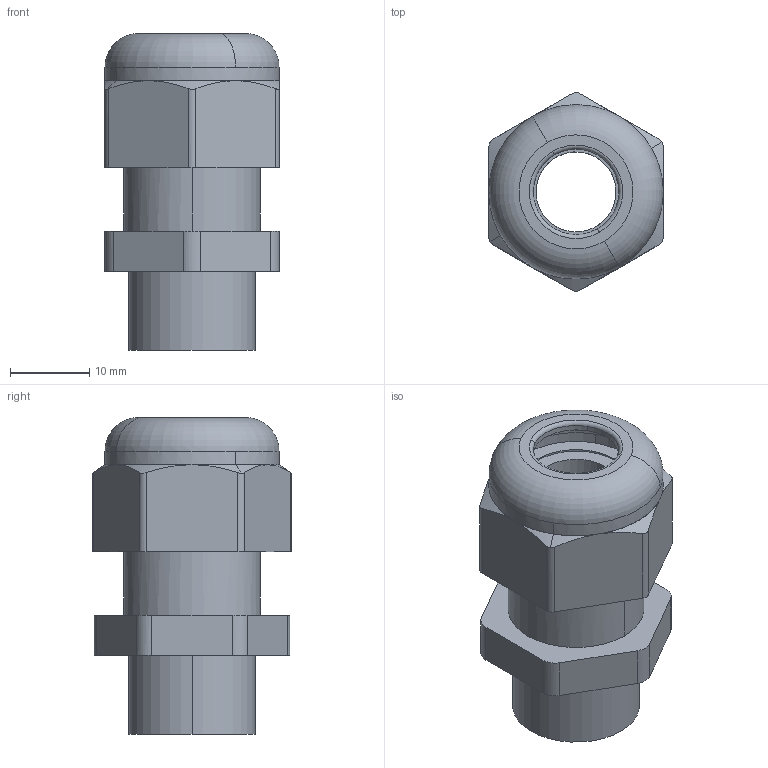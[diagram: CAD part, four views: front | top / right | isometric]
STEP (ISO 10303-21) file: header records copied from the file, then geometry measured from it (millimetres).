
FILE_DESCRIPTION(('CATIA V5 STEP Exchange','CAx-IF Rec.Pracs.--- Model Styling and Organization---1.4--- 2014-01-23'),'2;1');
FILE_NAME ('D1455781_0_1772290000_1772290000.stp','2019-10-08T09:05:21+00:00',('none'),('Weidmueller'),'CATIA Version 5-6 Release 2016 SP3 HF44','CATIA V5 STEP AP214','none');
FILE_SCHEMA(('AUTOMOTIVE_DESIGN { 1 0 10303 214 1 1 1 1 }'));
Length unit declared in the file: millimetre
Products named in the file (1): VG_M16_5-10
Bounding box: 22 x 25.09 x 40 mm (x, y, z)
Volume: 8017.2 mm3; surface area: 7475.4 mm2
Topology: 3 solids, 3 shells, 91 faces, 257 edges, 177 vertices
Faces by surface type: cylinder 40, plane 29, cone 14, torus 8
Entity records: 3272 total; most frequent: CARTESIAN_POINT 1019, ORIENTED_EDGE 514, DIRECTION 356, EDGE_CURVE 257, AXIS2_PLACEMENT_3D 192, VERTEX_POINT 177, CIRCLE 117, EDGE_LOOP 102
